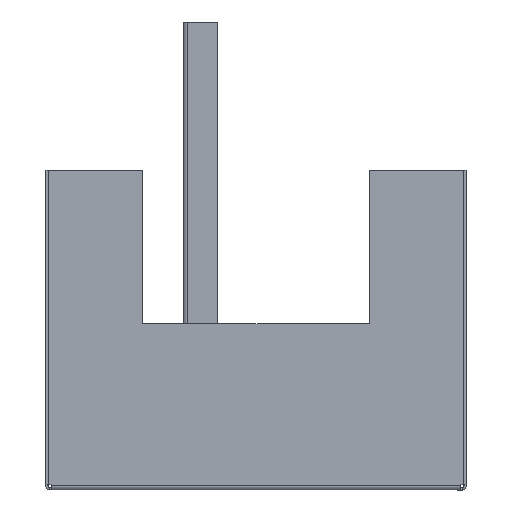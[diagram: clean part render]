
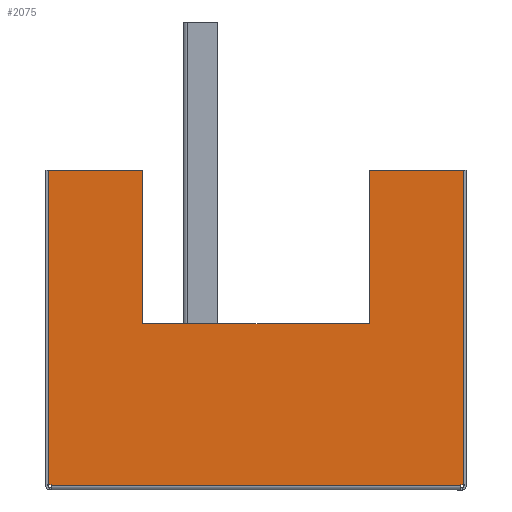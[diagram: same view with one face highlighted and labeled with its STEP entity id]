
A CAD part, left-side view. The second image highlights one B-rep face of the part: STEP entity #2075.
In plain terms, the highlighted face is planar.
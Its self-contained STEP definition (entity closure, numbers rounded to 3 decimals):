
#57 = ORIENTED_EDGE ( 'NONE', *, *, #1161, .F. ) ;
#63 = CARTESIAN_POINT ( 'NONE',  ( -127., 0., -97.429 ) ) ;
#78 = CARTESIAN_POINT ( 'NONE',  ( -127., 0., -60. ) ) ;
#100 = VERTEX_POINT ( 'NONE', #1375 ) ;
#111 = CARTESIAN_POINT ( 'NONE',  ( -127., 0., -60. ) ) ;
#190 = CARTESIAN_POINT ( 'NONE',  ( -1.6, 0., -96.4 ) ) ;
#241 = DIRECTION ( 'NONE',  ( 1., 0., 0. ) ) ;
#274 = CARTESIAN_POINT ( 'NONE',  ( -2.1, 0., 68.5 ) ) ;
#302 = CARTESIAN_POINT ( 'NONE',  ( -192., 0., 67.429 ) ) ;
#327 = CARTESIAN_POINT ( 'NONE',  ( -66., 0., -60. ) ) ;
#380 = FACE_OUTER_BOUND ( 'NONE', #1852, .T. ) ;
#415 = VERTEX_POINT ( 'NONE', #1603 ) ;
#416 = ORIENTED_EDGE ( 'NONE', *, *, #898, .F. ) ;
#452 = CARTESIAN_POINT ( 'NONE',  ( -127., 0., 30. ) ) ;
#457 = VERTEX_POINT ( 'NONE', #728 ) ;
#481 = DIRECTION ( 'NONE',  ( 1., 0., 0. ) ) ;
#587 = VERTEX_POINT ( 'NONE', #78 ) ;
#596 = VECTOR ( 'NONE', #1753, 1000. ) ;
#633 = CARTESIAN_POINT ( 'NONE',  ( -127., 0., 68.5 ) ) ;
#639 = LINE ( 'NONE', #302, #1689 ) ;
#641 = DIRECTION ( 'NONE',  ( 0., 0., -1. ) ) ;
#666 = CARTESIAN_POINT ( 'NONE',  ( -127., 0., 68.5 ) ) ;
#676 = VERTEX_POINT ( 'NONE', #936 ) ;
#712 = AXIS2_PLACEMENT_3D ( 'NONE', #1749, #2061, #1850 ) ;
#728 = CARTESIAN_POINT ( 'NONE',  ( -2.1, 0., 67.429 ) ) ;
#741 = VERTEX_POINT ( 'NONE', #1122 ) ;
#748 = EDGE_CURVE ( 'NONE', #1324, #1014, #1446, .T. ) ;
#750 = VECTOR ( 'NONE', #1435, 1000. ) ;
#753 = VECTOR ( 'NONE', #1744, 1000. ) ;
#757 = CARTESIAN_POINT ( 'NONE',  ( -66., 0., -60. ) ) ;
#770 = ORIENTED_EDGE ( 'NONE', *, *, #795, .F. ) ;
#773 = LINE ( 'NONE', #111, #750 ) ;
#791 = VECTOR ( 'NONE', #1628, 1000. ) ;
#795 = EDGE_CURVE ( 'NONE', #100, #676, #1687, .T. ) ;
#797 = VECTOR ( 'NONE', #2110, 1000. ) ;
#798 = LINE ( 'NONE', #274, #1430 ) ;
#821 = CARTESIAN_POINT ( 'NONE',  ( -66., 0., 30. ) ) ;
#826 = EDGE_CURVE ( 'NONE', #100, #1014, #1281, .T. ) ;
#828 = DIRECTION ( 'NONE',  ( 0., 0., -1. ) ) ;
#858 = ORIENTED_EDGE ( 'NONE', *, *, #1345, .F. ) ;
#896 = PLANE ( 'NONE',  #712 ) ;
#898 = EDGE_CURVE ( 'NONE', #741, #1580, #1582, .T. ) ;
#936 = CARTESIAN_POINT ( 'NONE',  ( -2.1, 0., 66.4 ) ) ;
#989 = ORIENTED_EDGE ( 'NONE', *, *, #1443, .F. ) ;
#1014 = VERTEX_POINT ( 'NONE', #190 ) ;
#1046 = EDGE_CURVE ( 'NONE', #457, #676, #2058, .T. ) ;
#1079 = LINE ( 'NONE', #633, #797 ) ;
#1080 = CARTESIAN_POINT ( 'NONE',  ( -2.1, 0., -96.4 ) ) ;
#1107 = LINE ( 'NONE', #1888, #1136 ) ;
#1122 = CARTESIAN_POINT ( 'NONE',  ( -127., 0., 67.429 ) ) ;
#1136 = VECTOR ( 'NONE', #241, 1000. ) ;
#1161 = EDGE_CURVE ( 'NONE', #1750, #587, #773, .T. ) ;
#1179 = LINE ( 'NONE', #757, #1861 ) ;
#1183 = LINE ( 'NONE', #452, #596 ) ;
#1216 = CARTESIAN_POINT ( 'NONE',  ( -2.1, 0., 68.5 ) ) ;
#1223 = EDGE_CURVE ( 'NONE', #1899, #415, #1107, .T. ) ;
#1281 = LINE ( 'NONE', #1960, #1389 ) ;
#1324 = VERTEX_POINT ( 'NONE', #1080 ) ;
#1340 = EDGE_CURVE ( 'NONE', #1746, #1750, #1179, .T. ) ;
#1345 = EDGE_CURVE ( 'NONE', #1580, #1746, #1183, .T. ) ;
#1375 = CARTESIAN_POINT ( 'NONE',  ( -1.6, 0., 66.4 ) ) ;
#1389 = VECTOR ( 'NONE', #641, 1000. ) ;
#1430 = VECTOR ( 'NONE', #1609, 1000. ) ;
#1435 = DIRECTION ( 'NONE',  ( -1., 0., 0. ) ) ;
#1443 = EDGE_CURVE ( 'NONE', #587, #1899, #1079, .T. ) ;
#1446 = LINE ( 'NONE', #1462, #791 ) ;
#1462 = CARTESIAN_POINT ( 'NONE',  ( 0., 0., -96.4 ) ) ;
#1496 = EDGE_CURVE ( 'NONE', #741, #457, #639, .T. ) ;
#1505 = ORIENTED_EDGE ( 'NONE', *, *, #826, .T. ) ;
#1568 = DIRECTION ( 'NONE',  ( 0., 0., -1. ) ) ;
#1580 = VERTEX_POINT ( 'NONE', #1828 ) ;
#1582 = LINE ( 'NONE', #666, #2104 ) ;
#1603 = CARTESIAN_POINT ( 'NONE',  ( -2.1, 0., -97.429 ) ) ;
#1609 = DIRECTION ( 'NONE',  ( 0., 0., -1. ) ) ;
#1628 = DIRECTION ( 'NONE',  ( 1., 0., 0. ) ) ;
#1631 = ORIENTED_EDGE ( 'NONE', *, *, #1340, .F. ) ;
#1641 = CARTESIAN_POINT ( 'NONE',  ( 0., 0., 66.4 ) ) ;
#1687 = LINE ( 'NONE', #1641, #1932 ) ;
#1689 = VECTOR ( 'NONE', #481, 1000. ) ;
#1744 = DIRECTION ( 'NONE',  ( 0., 0., -1. ) ) ;
#1746 = VERTEX_POINT ( 'NONE', #821 ) ;
#1749 = CARTESIAN_POINT ( 'NONE',  ( 0., 0., 68.5 ) ) ;
#1750 = VERTEX_POINT ( 'NONE', #327 ) ;
#1753 = DIRECTION ( 'NONE',  ( 1., 0., 0. ) ) ;
#1828 = CARTESIAN_POINT ( 'NONE',  ( -127., 0., 30. ) ) ;
#1850 = DIRECTION ( 'NONE',  ( 1., 0., 0. ) ) ;
#1852 = EDGE_LOOP ( 'NONE', ( #770, #1505, #1950, #2100, #2102, #989, #57, #1631, #858, #416, #1998, #2072 ) ) ;
#1861 = VECTOR ( 'NONE', #1568, 1000. ) ;
#1888 = CARTESIAN_POINT ( 'NONE',  ( -192., 0., -97.429 ) ) ;
#1899 = VERTEX_POINT ( 'NONE', #63 ) ;
#1932 = VECTOR ( 'NONE', #2115, 1000. ) ;
#1950 = ORIENTED_EDGE ( 'NONE', *, *, #748, .F. ) ;
#1960 = CARTESIAN_POINT ( 'NONE',  ( -1.6, 0., 66.4 ) ) ;
#1998 = ORIENTED_EDGE ( 'NONE', *, *, #1496, .T. ) ;
#2039 = EDGE_CURVE ( 'NONE', #1324, #415, #798, .T. ) ;
#2058 = LINE ( 'NONE', #1216, #753 ) ;
#2061 = DIRECTION ( 'NONE',  ( 0., -1., 0. ) ) ;
#2072 = ORIENTED_EDGE ( 'NONE', *, *, #1046, .T. ) ;
#2075 = ADVANCED_FACE ( 'NONE', ( #380 ), #896, .F. ) ;
#2100 = ORIENTED_EDGE ( 'NONE', *, *, #2039, .T. ) ;
#2102 = ORIENTED_EDGE ( 'NONE', *, *, #1223, .F. ) ;
#2104 = VECTOR ( 'NONE', #828, 1000. ) ;
#2110 = DIRECTION ( 'NONE',  ( 0., 0., -1. ) ) ;
#2115 = DIRECTION ( 'NONE',  ( -1., 0., 0. ) ) ;
